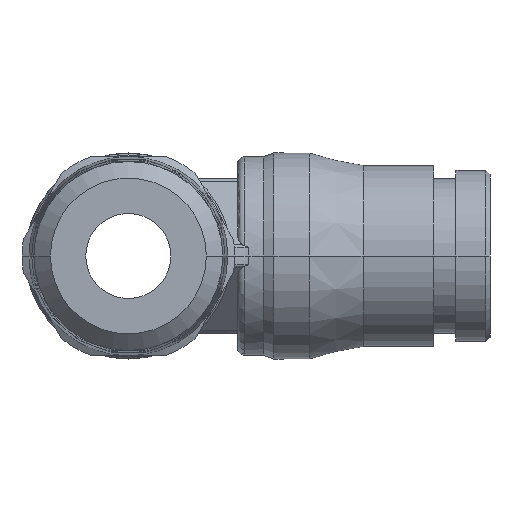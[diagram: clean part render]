
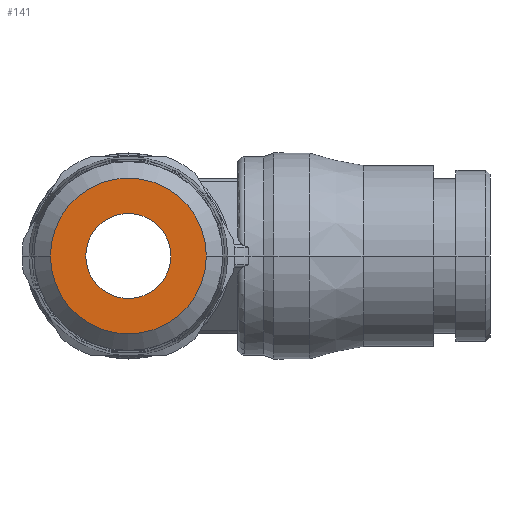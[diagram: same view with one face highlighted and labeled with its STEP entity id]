
A CAD part, left-side view. The second image highlights one B-rep face of the part: STEP entity #141.
In plain terms, the highlighted planar face has unit normal (-1, 0, 0).
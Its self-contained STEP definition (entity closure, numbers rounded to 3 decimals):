
#141=ADVANCED_FACE('',(#438,#439),#440,.T.);
#438=FACE_BOUND('',#842,.T.);
#439=FACE_OUTER_BOUND('',#843,.T.);
#440=PLANE('',#844);
#842=EDGE_LOOP('',(#1772,#1773));
#843=EDGE_LOOP('',(#1774,#1775));
#844=AXIS2_PLACEMENT_3D('',#1776,#1777,#1778);
#1772=ORIENTED_EDGE('',*,*,#2909,.T.);
#1773=ORIENTED_EDGE('',*,*,#2794,.T.);
#1774=ORIENTED_EDGE('',*,*,#2776,.F.);
#1775=ORIENTED_EDGE('',*,*,#2924,.F.);
#1776=CARTESIAN_POINT('',(-64.254,-2.749,0.0));
#1777=DIRECTION('',(-1.0,0.,-0.0));
#1778=DIRECTION('',(0.,1.0,0.0));
#2776=EDGE_CURVE('',#3400,#3403,#3404,.T.);
#2794=EDGE_CURVE('',#3430,#3434,#3436,.T.);
#2909=EDGE_CURVE('',#3434,#3430,#3626,.T.);
#2924=EDGE_CURVE('',#3403,#3400,#3646,.T.);
#3400=VERTEX_POINT('',#5900);
#3403=VERTEX_POINT('',#5904);
#3404=CIRCLE('',#5905,5.498);
#3430=VERTEX_POINT('',#5938);
#3434=VERTEX_POINT('',#5943);
#3436=CIRCLE('',#5946,3.0);
#3626=CIRCLE('',#6434,3.0);
#3646=CIRCLE('',#6454,5.498);
#5900=CARTESIAN_POINT('',(-64.254,-5.498,0.0));
#5904=CARTESIAN_POINT('',(-64.254,5.498,0.));
#5905=AXIS2_PLACEMENT_3D('',#9927,#9928,#9929);
#5938=CARTESIAN_POINT('',(-64.254,0.,-3.0));
#5943=CARTESIAN_POINT('',(-64.254,0.,3.0));
#5946=AXIS2_PLACEMENT_3D('',#9963,#9964,#9965);
#6434=AXIS2_PLACEMENT_3D('',#10148,#10149,#10150);
#6454=AXIS2_PLACEMENT_3D('',#10193,#10194,#10195);
#9927=CARTESIAN_POINT('',(-64.254,0.0,0.0));
#9928=DIRECTION('',(1.0,0.,0.0));
#9929=DIRECTION('',(0.,-1.0,0.0));
#9963=CARTESIAN_POINT('',(-64.254,0.0,0.0));
#9964=DIRECTION('',(1.0,0.,0.0));
#9965=DIRECTION('',(0.0,0.0,-1.0));
#10148=CARTESIAN_POINT('',(-64.254,0.0,0.0));
#10149=DIRECTION('',(1.0,0.,0.0));
#10150=DIRECTION('',(0.0,0.0,-1.0));
#10193=CARTESIAN_POINT('',(-64.254,0.0,0.0));
#10194=DIRECTION('',(1.0,0.,0.0));
#10195=DIRECTION('',(0.,-1.0,0.0));
